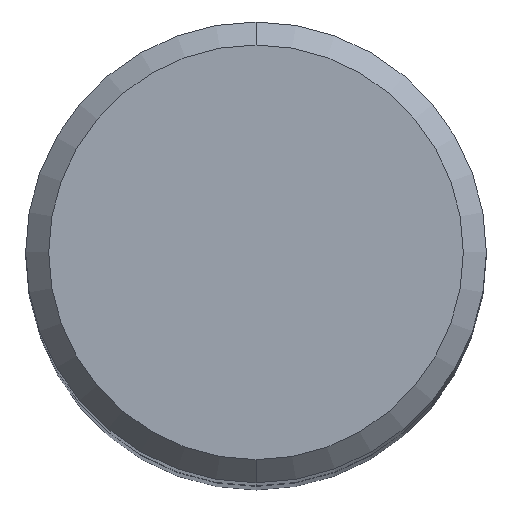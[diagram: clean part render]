
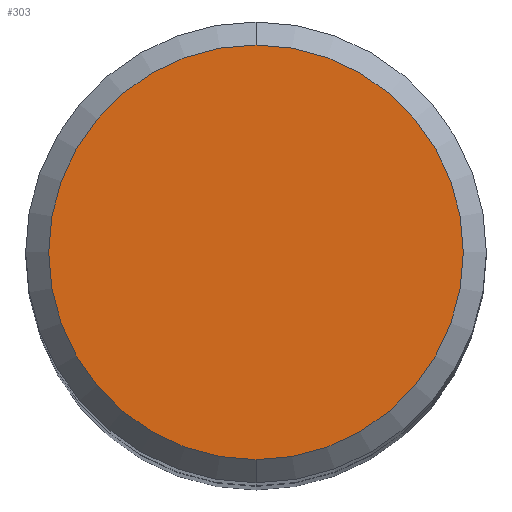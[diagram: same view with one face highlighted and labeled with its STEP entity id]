
A CAD part, top view. The second image highlights one B-rep face of the part: STEP entity #303.
In plain terms, the highlighted planar face has unit normal (0, 0, 1).
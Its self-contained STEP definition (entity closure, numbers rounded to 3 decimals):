
#179=EDGE_CURVE('',#313,#283,#472,.T.);
#283=VERTEX_POINT('',#587);
#299=EDGE_CURVE('',#283,#313,#604,.T.);
#303=ADVANCED_FACE('',(#608),#609,.T.);
#313=VERTEX_POINT('',#620);
#472=CIRCLE('',#802,3.6);
#587=CARTESIAN_POINT('',(0.,-3.6,0.0));
#604=CIRCLE('',#1127,3.6);
#608=FACE_OUTER_BOUND('',#1131,.T.);
#609=PLANE('',#1132);
#620=CARTESIAN_POINT('',(0.0,3.6,0.0));
#802=AXIS2_PLACEMENT_3D('',#1409,#1410,#1411);
#1127=AXIS2_PLACEMENT_3D('',#1558,#1559,#1560);
#1131=EDGE_LOOP('',(#1562,#1563));
#1132=AXIS2_PLACEMENT_3D('',#1564,#1565,#1566);
#1409=CARTESIAN_POINT('',(0.0,0.0,0.0));
#1410=DIRECTION('',(0.0,0.0,-1.0));
#1411=DIRECTION('',(0.0,1.0,0.0));
#1558=CARTESIAN_POINT('',(0.0,0.0,0.0));
#1559=DIRECTION('',(0.0,0.0,-1.0));
#1560=DIRECTION('',(0.0,1.0,0.0));
#1562=ORIENTED_EDGE('',*,*,#179,.F.);
#1563=ORIENTED_EDGE('',*,*,#299,.F.);
#1564=CARTESIAN_POINT('',(0.0,1.8,0.0));
#1565=DIRECTION('',(-0.0,0.0,1.0));
#1566=DIRECTION('',(0.0,-1.0,0.0));
